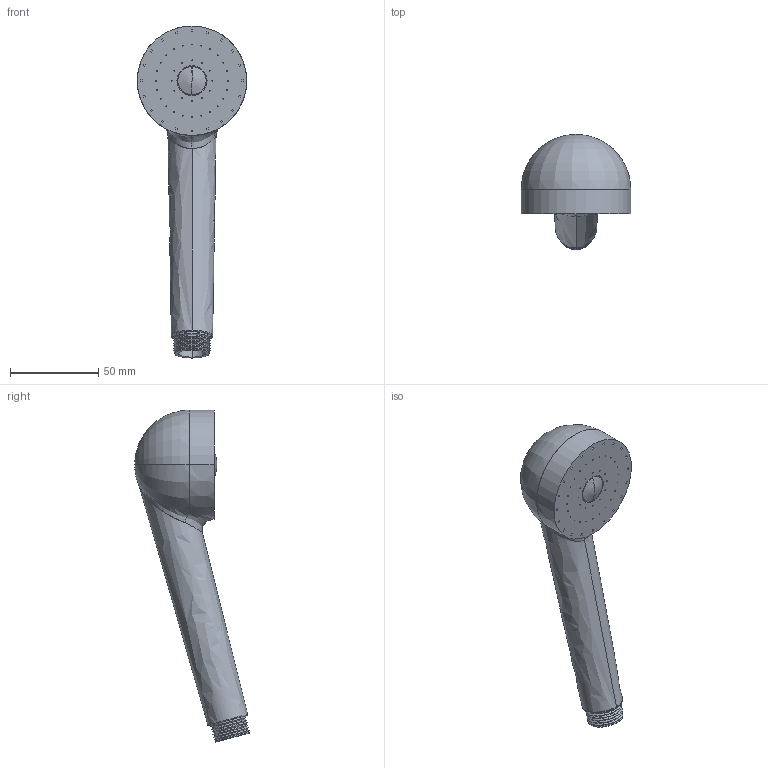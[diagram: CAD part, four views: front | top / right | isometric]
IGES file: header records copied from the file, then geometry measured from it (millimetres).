
Start section:  PTC IGES file: DC5008001.igs
Global section: file name: DC5008001.igs; native system: Creo Parametric by PTC Inc.; preprocessor: 2018100; author: carloff; organization: Unknown; date: 20200625.131036; units: millimetre
Bounding box: 62 x 64.92 x 188.07 mm (x, y, z)
Surface area: 26988.1 mm2 (no closed solid volume)
Topology: 0 solids, 0 shells, 261 faces, 1130 edges, 1126 vertices
Faces by surface type: bspline 145, revolution 116
